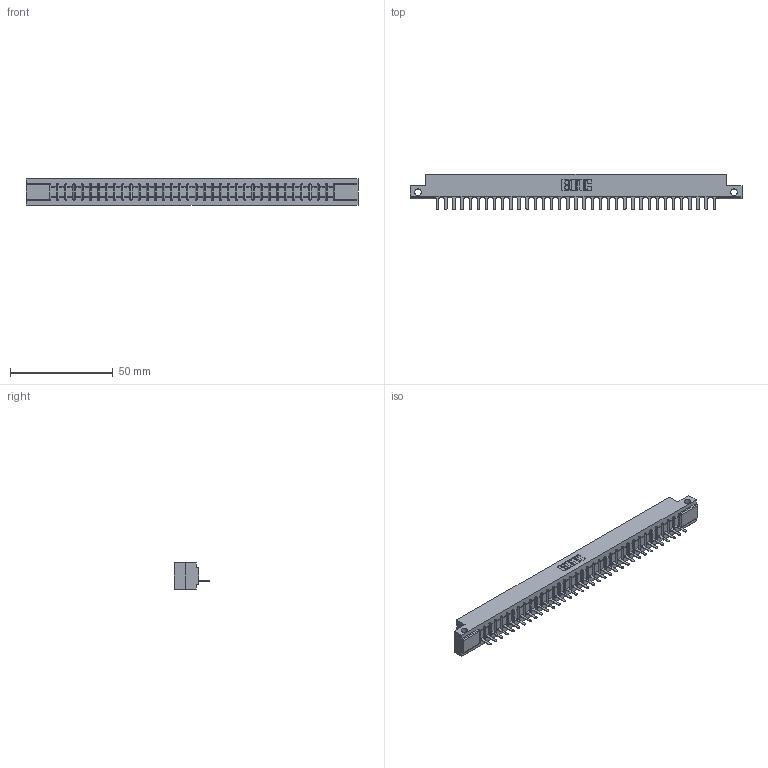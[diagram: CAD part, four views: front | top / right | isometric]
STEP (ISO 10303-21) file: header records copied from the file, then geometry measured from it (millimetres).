
FILE_DESCRIPTION (( 'STEP AP203' ), '1' );
FILE_NAME ('357-035-525-112.STEP', '2018-08-10T03:48:40', ( '' ), ( '' ), 'SwSTEP 2.0', 'SolidWorks 2016', '' );
FILE_SCHEMA (( 'CONFIG_CONTROL_DESIGN' ));
Length unit declared in the file: inch
Products named in the file (3): 307 Part_.128 Dia Side Mounting Holes; 307-290-001_525; 357-035-525-112
Assembly tree (36 placements, depth 2):
  357-035-525-112
    307 Part_.128 Dia Side Mounting Holes
    307-290-001_525  x35
Bounding box: 161.7 x 17.42 x 12.7 mm (x, y, z)
Volume: 16576.9 mm3; surface area: 17218.7 mm2
Topology: 36 solids, 36 shells, 2114 faces, 5993 edges, 3850 vertices
Faces by surface type: plane 1365, cylinder 677, sphere 72
Entity records: 30838 total; most frequent: CARTESIAN_POINT 5192, ORIENTED_EDGE 5178, DIRECTION 5053, EDGE_CURVE 2589, LINE 1983, VECTOR 1983, VERTEX_POINT 1674, AXIS2_PLACEMENT_3D 1535
